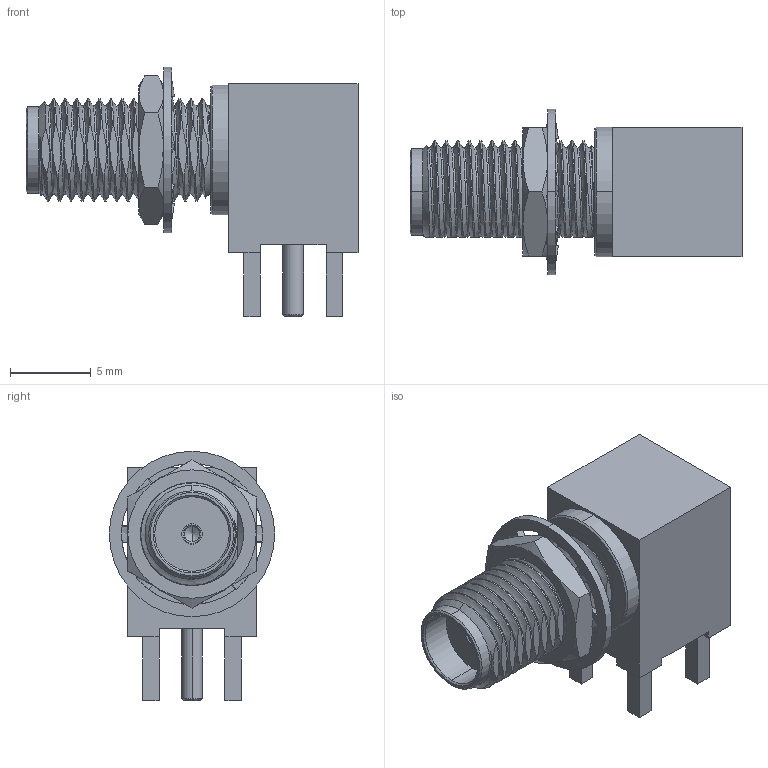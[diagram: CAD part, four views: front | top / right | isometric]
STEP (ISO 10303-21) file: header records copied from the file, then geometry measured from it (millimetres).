
FILE_DESCRIPTION(('FreeCAD Model'),'2;1');
FILE_NAME('132203_SW0001.step','2021-08-30T18:04:12',('kicad StepUp'),('ksu MCAD') ,'Open CASCADE STEP processor 7.3','FreeCAD','Unknown');
FILE_SCHEMA(('AUTOMOTIVE_DESIGN { 1 0 10303 214 1 1 1 1 }'));
Length unit declared in the file: millimetre
Products named in the file (1): 132203_SW0001
Bounding box: 20.5 x 10.21 x 15.39 mm (x, y, z)
Volume: 1041.3 mm3; surface area: 1107.2 mm2
Topology: 1 solids, 1 shells, 204 faces, 620 edges, 387 vertices
Faces by surface type: plane 86, cylinder 48, cone 35, bspline 35
Entity records: 17388 total; most frequent: CARTESIAN_POINT 12199, ORIENTED_EDGE 1236, DIRECTION 879, EDGE_CURVE 618, VERTEX_POINT 387, LINE 305, VECTOR 305, AXIS2_PLACEMENT_3D 287
